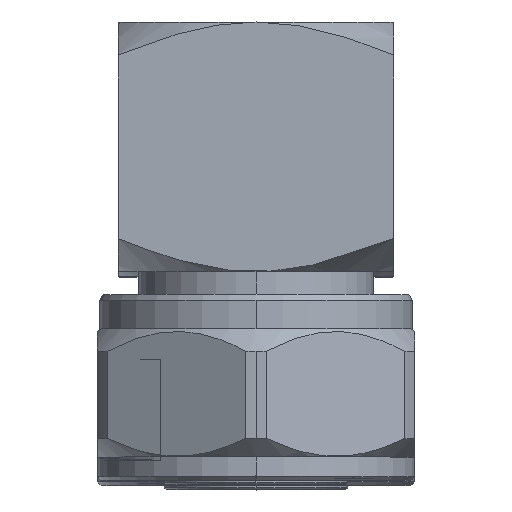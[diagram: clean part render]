
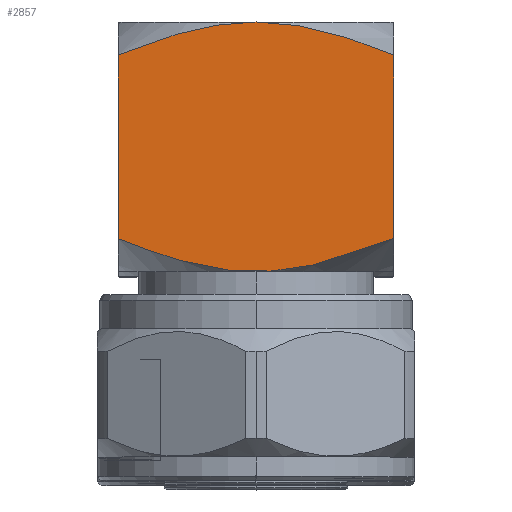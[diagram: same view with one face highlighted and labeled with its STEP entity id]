
A CAD part, top view. The second image highlights one B-rep face of the part: STEP entity #2857.
In plain terms, the highlighted face is planar.
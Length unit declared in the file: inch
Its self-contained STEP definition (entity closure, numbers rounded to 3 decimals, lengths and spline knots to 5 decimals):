
#161 = CARTESIAN_POINT ( 'NONE',  ( 0.60478, 0.37513, 0.1607 ) ) ;
#448 = EDGE_LOOP ( 'NONE', ( #4926, #4881, #5457, #3689, #5964 ) ) ;
#698 = CARTESIAN_POINT ( 'NONE',  ( 0.67595, 0.37513, 0.375 ) ) ;
#829 = CARTESIAN_POINT ( 'NONE',  ( 1.23135, 0.37513, -0.22275 ) ) ;
#1063 = CARTESIAN_POINT ( 'NONE',  ( 0.66368, 0.37513, -0.34494 ) ) ;
#1124 = CARTESIAN_POINT ( 'NONE',  ( 0.58917, 0.37513, -0.06351 ) ) ;
#1158 = EDGE_CURVE ( 'NONE', #3927, #2062, #3360, .T. ) ;
#1185 = CARTESIAN_POINT ( 'NONE',  ( 0.6045, 0.37513, -0.15948 ) ) ;
#1255 = CARTESIAN_POINT ( 'NONE',  ( 0.58614, 0.37513, -0.375 ) ) ;
#1299 = CARTESIAN_POINT ( 'NONE',  ( 0.67595, 0.37513, 0.375 ) ) ;
#1300 = CARTESIAN_POINT ( 'NONE',  ( 1.17648, 0.37513, 0.375 ) ) ;
#1348 = CARTESIAN_POINT ( 'NONE',  ( 1.25441, 0.37513, -0.12889 ) ) ;
#1386 = CARTESIAN_POINT ( 'NONE',  ( 1.20031, 0.37513, -0.31487 ) ) ;
#1440 = CARTESIAN_POINT ( 'NONE',  ( 1.26133, 0.37513, -0.08098 ) ) ;
#1470 = CARTESIAN_POINT ( 'NONE',  ( 0.58614, 0.37513, 0.375 ) ) ;
#1508 = B_SPLINE_CURVE_WITH_KNOTS ( 'NONE', 3,
 ( #3808, #2819, #3749, #5167, #5713, #2423, #2370, #5140, #4701, #2898 ),
 .UNSPECIFIED., .F., .F.,
 ( 4, 2, 2, 2, 4 ),
 ( 0.02007, 0.02255, 0.02503, 0.02751, 0.02999 ),
 .UNSPECIFIED. ) ;
#1520 = CARTESIAN_POINT ( 'NONE',  ( 0.62113, 0.37513, 0.2229 ) ) ;
#1530 = VERTEX_POINT ( 'NONE', #4854 ) ;
#1606 = CARTESIAN_POINT ( 'NONE',  ( 0.67595, 0.37513, -0.375 ) ) ;
#1766 = CARTESIAN_POINT ( 'NONE',  ( 1.26553, 0.37513, -0.03248 ) ) ;
#2014 = FACE_OUTER_BOUND ( 'NONE', #448, .T. ) ;
#2062 = VERTEX_POINT ( 'NONE', #1299 ) ;
#2113 = CARTESIAN_POINT ( 'NONE',  ( 1.26614, 0.37513, 0. ) ) ;
#2136 = VECTOR ( 'NONE', #3092, 39.37008 ) ;
#2163 = LINE ( 'NONE', #1255, #2136 ) ;
#2370 = CARTESIAN_POINT ( 'NONE',  ( 1.22175, 0.37513, 0.25337 ) ) ;
#2423 = CARTESIAN_POINT ( 'NONE',  ( 1.23148, 0.37513, 0.2223 ) ) ;
#2473 = CARTESIAN_POINT ( 'NONE',  ( 0.58614, 0.37513, 0.375 ) ) ;
#2481 = EDGE_CURVE ( 'NONE', #2062, #1530, #5965, .T. ) ;
#2543 = CARTESIAN_POINT ( 'NONE',  ( 0.58682, 0.37513, -0.03091 ) ) ;
#2546 = B_SPLINE_CURVE_WITH_KNOTS ( 'NONE', 3,
 ( #3249, #4056, #1386, #4117, #829, #5901, #1348, #1440, #5959, #1766, #3607, #2737 ),
 .UNSPECIFIED., .F., .F.,
 ( 4, 2, 2, 2, 2, 4 ),
 ( 0.01022, 0.01268, 0.01515, 0.01761, 0.01884, 0.02007 ),
 .UNSPECIFIED. ) ;
#2737 = CARTESIAN_POINT ( 'NONE',  ( 1.26614, 0.37513, 0. ) ) ;
#2819 = CARTESIAN_POINT ( 'NONE',  ( 1.26614, 0.37513, 0.03256 ) ) ;
#2827 = DIRECTION ( 'NONE',  ( -1., 0., 0. ) ) ;
#2857 = ADVANCED_FACE ( 'NONE', ( #2014 ), #5703, .F. ) ;
#2898 = CARTESIAN_POINT ( 'NONE',  ( 1.17648, 0.37513, 0.375 ) ) ;
#2988 = CARTESIAN_POINT ( 'NONE',  ( 0.63084, 0.37513, 0.25383 ) ) ;
#3092 = DIRECTION ( 'NONE',  ( -1., 0., 0. ) ) ;
#3249 = CARTESIAN_POINT ( 'NONE',  ( 1.17648, 0.37513, -0.375 ) ) ;
#3355 = CARTESIAN_POINT ( 'NONE',  ( 0.59094, 0.37513, -0.07968 ) ) ;
#3360 = LINE ( 'NONE', #1470, #4348 ) ;
#3385 = CARTESIAN_POINT ( 'NONE',  ( 0.65218, 0.37513, 0.31502 ) ) ;
#3444 = CARTESIAN_POINT ( 'NONE',  ( 0.66377, 0.37513, 0.34516 ) ) ;
#3607 = CARTESIAN_POINT ( 'NONE',  ( 1.26614, 0.37513, -0.01616 ) ) ;
#3689 = ORIENTED_EDGE ( 'NONE', *, *, #4495, .F. ) ;
#3749 = CARTESIAN_POINT ( 'NONE',  ( 1.26366, 0.37513, 0.06472 ) ) ;
#3808 = CARTESIAN_POINT ( 'NONE',  ( 1.26614, 0.37513, 0. ) ) ;
#3894 = CARTESIAN_POINT ( 'NONE',  ( 0.63059, 0.37513, -0.25308 ) ) ;
#3927 = VERTEX_POINT ( 'NONE', #1300 ) ;
#3953 = CARTESIAN_POINT ( 'NONE',  ( 1.17648, 0.37513, -0.375 ) ) ;
#4056 = CARTESIAN_POINT ( 'NONE',  ( 1.1887, 0.37513, -0.34507 ) ) ;
#4117 = CARTESIAN_POINT ( 'NONE',  ( 1.22167, 0.37513, -0.25362 ) ) ;
#4309 = CARTESIAN_POINT ( 'NONE',  ( 0.62089, 0.37513, -0.2221 ) ) ;
#4337 = CARTESIAN_POINT ( 'NONE',  ( 0.58637, 0.37513, 0.03403 ) ) ;
#4348 = VECTOR ( 'NONE', #2827, 39.37008 ) ;
#4495 = EDGE_CURVE ( 'NONE', #5756, #5801, #2546, .T. ) ;
#4696 = DIRECTION ( 'NONE',  ( 0., 0., -1. ) ) ;
#4701 = CARTESIAN_POINT ( 'NONE',  ( 1.18871, 0.37513, 0.34504 ) ) ;
#4755 = DIRECTION ( 'NONE',  ( 0., -1., 0. ) ) ;
#4763 = CARTESIAN_POINT ( 'NONE',  ( 0.59782, 0.37513, -0.12784 ) ) ;
#4843 = AXIS2_PLACEMENT_3D ( 'NONE', #2473, #4755, #4696 ) ;
#4854 = CARTESIAN_POINT ( 'NONE',  ( 0.67595, 0.37513, -0.375 ) ) ;
#4881 = ORIENTED_EDGE ( 'NONE', *, *, #1158, .F. ) ;
#4926 = ORIENTED_EDGE ( 'NONE', *, *, #2481, .F. ) ;
#5140 = CARTESIAN_POINT ( 'NONE',  ( 1.20034, 0.37513, 0.31479 ) ) ;
#5167 = CARTESIAN_POINT ( 'NONE',  ( 1.25451, 0.37513, 0.12835 ) ) ;
#5227 = CARTESIAN_POINT ( 'NONE',  ( 0.59812, 0.37513, 0.12936 ) ) ;
#5258 = CARTESIAN_POINT ( 'NONE',  ( 0.58891, 0.37513, 0.06603 ) ) ;
#5457 = ORIENTED_EDGE ( 'NONE', *, *, #5700, .F. ) ;
#5624 = EDGE_CURVE ( 'NONE', #5756, #1530, #2163, .T. ) ;
#5677 = CARTESIAN_POINT ( 'NONE',  ( 0.58625, 0.37513, -0.01456 ) ) ;
#5700 = EDGE_CURVE ( 'NONE', #5801, #3927, #1508, .T. ) ;
#5703 = PLANE ( 'NONE',  #4843 ) ;
#5713 = CARTESIAN_POINT ( 'NONE',  ( 1.24785, 0.37513, 0.15984 ) ) ;
#5738 = CARTESIAN_POINT ( 'NONE',  ( 0.65202, 0.37513, -0.31459 ) ) ;
#5756 = VERTEX_POINT ( 'NONE', #3953 ) ;
#5801 = VERTEX_POINT ( 'NONE', #2113 ) ;
#5901 = CARTESIAN_POINT ( 'NONE',  ( 1.24772, 0.37513, -0.16039 ) ) ;
#5959 = CARTESIAN_POINT ( 'NONE',  ( 1.26312, 0.37513, -0.0649 ) ) ;
#5964 = ORIENTED_EDGE ( 'NONE', *, *, #5624, .T. ) ;
#5965 = B_SPLINE_CURVE_WITH_KNOTS ( 'NONE', 3,
 ( #698, #3444, #3385, #2988, #1520, #161, #5227, #5258, #4337, #5677, #2543, #1124, #3355, #4763, #1185, #4309, #3894, #5738, #1063, #1606 ),
 .UNSPECIFIED., .F., .F.,
 ( 4, 2, 2, 2, 2, 2, 2, 2, 2, 4 ),
 ( 0.02477, 0.02722, 0.02967, 0.03211, 0.03456, 0.03579, 0.03701, 0.03946, 0.04191, 0.04436 ),
 .UNSPECIFIED. ) ;
